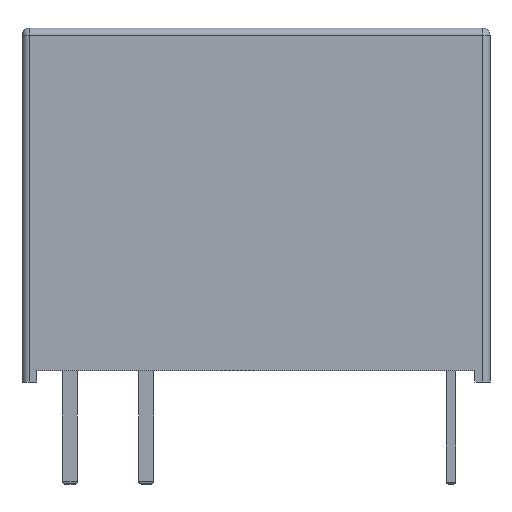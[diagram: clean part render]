
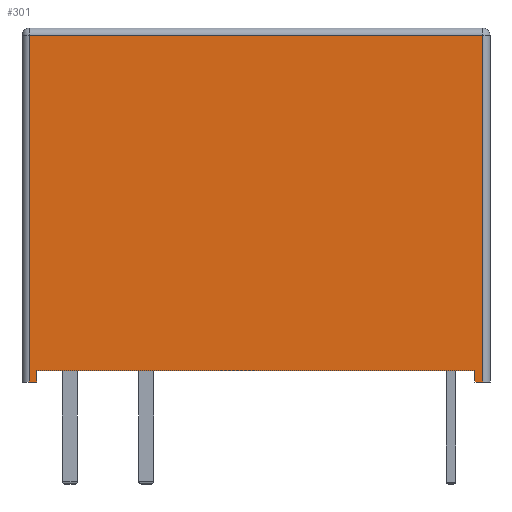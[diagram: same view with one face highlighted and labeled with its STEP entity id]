
A CAD part, left-side view. The second image highlights one B-rep face of the part: STEP entity #301.
In plain terms, the highlighted planar face has unit normal (-1, 0, 0).
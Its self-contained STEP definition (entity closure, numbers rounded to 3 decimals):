
#13=DIRECTION('',(0.,0.,1.));
#27=VECTOR('',#28,1.);
#28=DIRECTION('',(0.,-1.,0.));
#35=DIRECTION('',(-1.,0.,0.));
#41=VECTOR('',#42,1.);
#42=DIRECTION('',(0.,1.,0.));
#51=DIRECTION('',(-0.,0.,-1.));
#129=VERTEX_POINT('',#130);
#130=CARTESIAN_POINT('',(-1.48,-11.21,11.57));
#135=ORIENTED_EDGE('',*,*,#136,.T.);
#136=EDGE_CURVE('',#129,#137,#139,.T.);
#137=VERTEX_POINT('',#138);
#138=CARTESIAN_POINT('',(-1.48,3.89,11.57));
#139=LINE('',#130,#41);
#164=VECTOR('',#13,1.);
#301=ADVANCED_FACE('',(#302),#339,.T.);
#302=FACE_BOUND('',#303,.T.);
#303=EDGE_LOOP('',(#304,#135,#309,#314,#320,#326,#332,#337));
#304=ORIENTED_EDGE('',*,*,#305,.T.);
#305=EDGE_CURVE('',#306,#129,#308,.T.);
#306=VERTEX_POINT('',#307);
#307=CARTESIAN_POINT('',(-1.48,-11.21,0.02));
#308=LINE('',#307,#164);
#309=ORIENTED_EDGE('',*,*,#310,.F.);
#310=EDGE_CURVE('',#311,#137,#313,.T.);
#311=VERTEX_POINT('',#312);
#312=CARTESIAN_POINT('',(-1.48,3.89,0.02));
#313=LINE('',#312,#164);
#314=ORIENTED_EDGE('',*,*,#315,.F.);
#315=EDGE_CURVE('',#316,#311,#318,.T.);
#316=VERTEX_POINT('',#317);
#317=CARTESIAN_POINT('',(-1.48,3.64,0.02));
#318=LINE('',#319,#41);
#319=CARTESIAN_POINT('',(-1.48,-11.46,0.02));
#320=ORIENTED_EDGE('',*,*,#321,.F.);
#321=EDGE_CURVE('',#322,#316,#324,.T.);
#322=VERTEX_POINT('',#323);
#323=CARTESIAN_POINT('',(-1.48,3.64,0.4));
#324=LINE('',#317,#325);
#325=VECTOR('',#51,1.);
#326=ORIENTED_EDGE('',*,*,#327,.T.);
#327=EDGE_CURVE('',#322,#328,#330,.T.);
#328=VERTEX_POINT('',#329);
#329=CARTESIAN_POINT('',(-1.48,-10.96,0.4));
#330=LINE('',#331,#27);
#331=CARTESIAN_POINT('',(-1.48,-7.56,0.4));
#332=ORIENTED_EDGE('',*,*,#333,.F.);
#333=EDGE_CURVE('',#334,#328,#336,.T.);
#334=VERTEX_POINT('',#335);
#335=CARTESIAN_POINT('',(-1.48,-10.96,0.02));
#336=LINE('',#335,#164);
#337=ORIENTED_EDGE('',*,*,#338,.F.);
#338=EDGE_CURVE('',#306,#334,#318,.T.);
#339=PLANE('',#340);
#340=AXIS2_PLACEMENT_3D('',#319,#35,#42);
